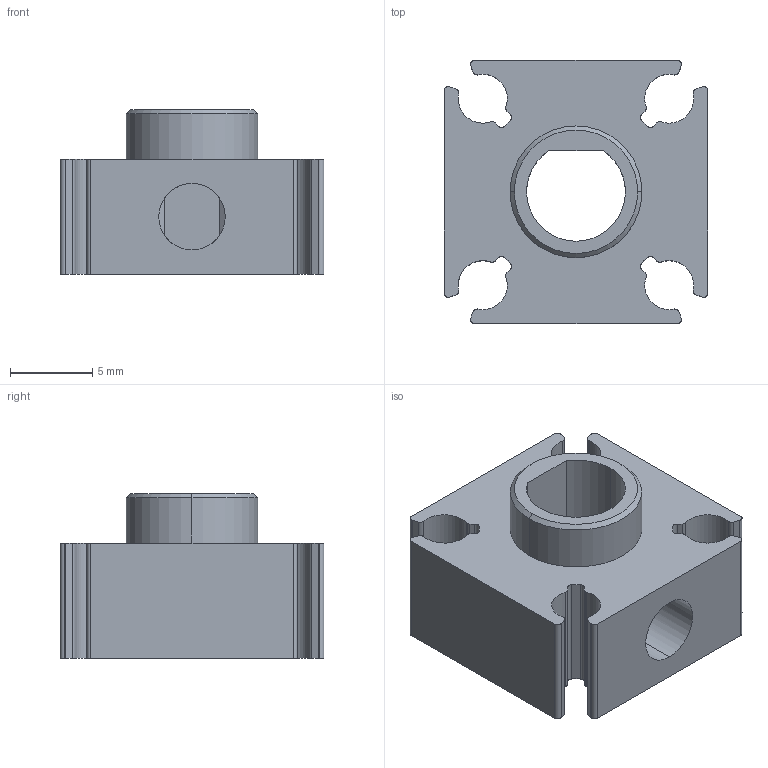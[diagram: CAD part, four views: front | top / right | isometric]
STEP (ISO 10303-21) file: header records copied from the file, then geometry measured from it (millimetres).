
FILE_DESCRIPTION (( 'STEP AP214' ), '1' );
FILE_NAME ('am-3443a 6mmD Single Boss Nub REV2.STEP', '2018-06-25T19:44:06', ( '' ), ( '' ), 'SwSTEP 2.0', 'SolidWorks 2017', '' );
FILE_SCHEMA (( 'AUTOMOTIVE_DESIGN' ));
Length unit declared in the file: inch
Products named in the file (1): am-3443a 6mmD Single Boss Nub REV2
Bounding box: 16 x 16 x 10 mm (x, y, z)
Volume: 1318.4 mm3; surface area: 1335.1 mm2
Topology: 1 solids, 1 shells, 89 faces, 256 edges, 170 vertices
Faces by surface type: cylinder 59, plane 28, cone 2
Entity records: 3094 total; most frequent: CARTESIAN_POINT 568, DIRECTION 552, ORIENTED_EDGE 512, EDGE_CURVE 256, AXIS2_PLACEMENT_3D 208, VERTEX_POINT 170, LINE 136, VECTOR 136
